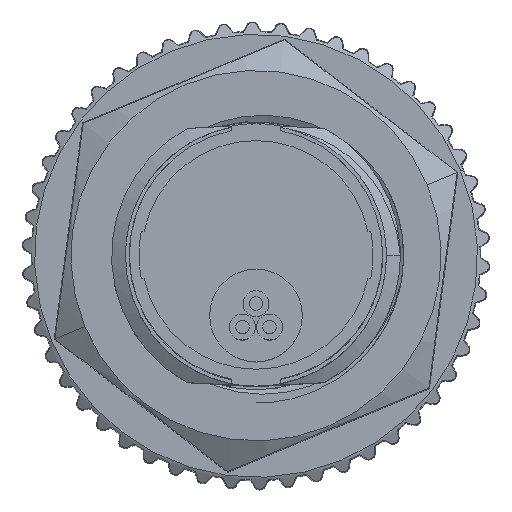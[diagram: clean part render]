
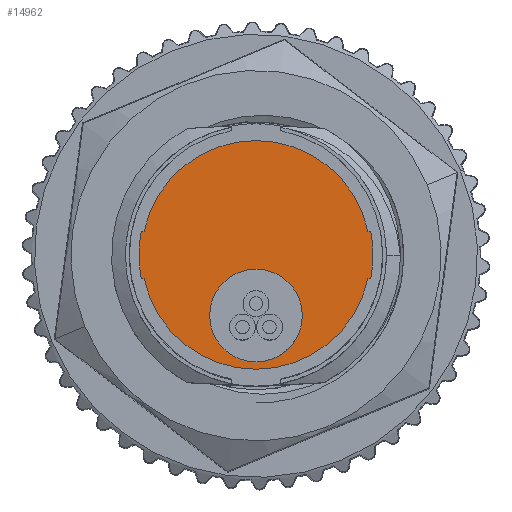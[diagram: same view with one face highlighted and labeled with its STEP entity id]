
A CAD part, top view. The second image highlights one B-rep face of the part: STEP entity #14962.
In plain terms, the highlighted planar face has unit normal (0, 0, 1).
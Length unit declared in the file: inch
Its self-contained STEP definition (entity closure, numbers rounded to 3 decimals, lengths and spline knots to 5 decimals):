
#109 = VECTOR ( 'NONE', #7046, 39.37008 ) ;
#442 = CIRCLE ( 'NONE', #13342, 0.1852 ) ;
#880 = CARTESIAN_POINT ( 'NONE',  ( 0., 0., 1.16268 ) ) ;
#1148 = DIRECTION ( 'NONE',  ( 1., 0., 0. ) ) ;
#1160 = VECTOR ( 'NONE', #20159, 39.37008 ) ;
#1339 = ORIENTED_EDGE ( 'NONE', *, *, #6946, .T. ) ;
#1409 = EDGE_CURVE ( 'NONE', #3857, #11233, #19018, .T. ) ;
#2163 = CARTESIAN_POINT ( 'NONE',  ( 0., 0., 1.16268 ) ) ;
#3008 = VECTOR ( 'NONE', #14041, 39.37008 ) ;
#3069 = VERTEX_POINT ( 'NONE', #16959 ) ;
#3820 = EDGE_CURVE ( 'NONE', #21235, #8151, #21591, .T. ) ;
#3857 = VERTEX_POINT ( 'NONE', #19774 ) ;
#3962 = CARTESIAN_POINT ( 'NONE',  ( -0.18599, 0.03823, 1.16268 ) ) ;
#4340 = CARTESIAN_POINT ( 'NONE',  ( -0.18599, -0.03823, 1.16268 ) ) ;
#4409 = EDGE_CURVE ( 'NONE', #22177, #3857, #4903, .T. ) ;
#4903 = CIRCLE ( 'NONE', #11558, 0.1852 ) ;
#5517 = CARTESIAN_POINT ( 'NONE',  ( 0., 0., 1.16268 ) ) ;
#6746 = FACE_OUTER_BOUND ( 'NONE', #23552, .T. ) ;
#6946 = EDGE_CURVE ( 'NONE', #19450, #22177, #25166, .T. ) ;
#7046 = DIRECTION ( 'NONE',  ( 1., 0., 0. ) ) ;
#7180 = CARTESIAN_POINT ( 'NONE',  ( -0.18599, -0.03823, 1.16268 ) ) ;
#7928 = AXIS2_PLACEMENT_3D ( 'NONE', #880, #10397, #18359 ) ;
#8035 = CARTESIAN_POINT ( 'NONE',  ( -0.18599, 0.03823, 1.16268 ) ) ;
#8151 = VERTEX_POINT ( 'NONE', #3962 ) ;
#9166 = CIRCLE ( 'NONE', #17106, 0.18988 ) ;
#9294 = EDGE_CURVE ( 'NONE', #11233, #3069, #9166, .T. ) ;
#9316 = DIRECTION ( 'NONE',  ( 1., 0., 0. ) ) ;
#9566 = VECTOR ( 'NONE', #1148, 39.37008 ) ;
#9693 = ORIENTED_EDGE ( 'NONE', *, *, #4409, .T. ) ;
#10240 = DIRECTION ( 'NONE',  ( 0., 0., 1. ) ) ;
#10379 = LINE ( 'NONE', #8035, #3008 ) ;
#10397 = DIRECTION ( 'NONE',  ( 0., 0., 1. ) ) ;
#10543 = VERTEX_POINT ( 'NONE', #23563 ) ;
#10666 = ORIENTED_EDGE ( 'NONE', *, *, #13876, .T. ) ;
#10780 = PLANE ( 'NONE',  #7928 ) ;
#11020 = DIRECTION ( 'NONE',  ( 0., 0., 1. ) ) ;
#11233 = VERTEX_POINT ( 'NONE', #11234 ) ;
#11234 = CARTESIAN_POINT ( 'NONE',  ( 0.18599, -0.03823, 1.16268 ) ) ;
#11558 = AXIS2_PLACEMENT_3D ( 'NONE', #21180, #11020, #9316 ) ;
#12495 = CIRCLE ( 'NONE', #24577, 0.18988 ) ;
#12617 = ORIENTED_EDGE ( 'NONE', *, *, #21663, .T. ) ;
#13107 = ORIENTED_EDGE ( 'NONE', *, *, #15312, .T. ) ;
#13342 = AXIS2_PLACEMENT_3D ( 'NONE', #2163, #10240, #19769 ) ;
#13771 = CARTESIAN_POINT ( 'NONE',  ( -0.18599, 0.03823, 1.16268 ) ) ;
#13876 = EDGE_CURVE ( 'NONE', #8151, #19450, #12495, .T. ) ;
#14041 = DIRECTION ( 'NONE',  ( -1., 0., 0. ) ) ;
#14950 = DIRECTION ( 'NONE',  ( 0., 0., 1. ) ) ;
#14962 = ADVANCED_FACE ( 'NONE', ( #6746 ), #10780, .T. ) ;
#15312 = EDGE_CURVE ( 'NONE', #10543, #21235, #442, .T. ) ;
#16959 = CARTESIAN_POINT ( 'NONE',  ( 0.18599, 0.03823, 1.16268 ) ) ;
#17106 = AXIS2_PLACEMENT_3D ( 'NONE', #22515, #14950, #20684 ) ;
#17651 = DIRECTION ( 'NONE',  ( 0., 0., 1. ) ) ;
#18359 = DIRECTION ( 'NONE',  ( 1., 0., 0. ) ) ;
#18365 = ORIENTED_EDGE ( 'NONE', *, *, #3820, .T. ) ;
#19018 = LINE ( 'NONE', #24749, #9566 ) ;
#19450 = VERTEX_POINT ( 'NONE', #4340 ) ;
#19465 = CARTESIAN_POINT ( 'NONE',  ( -0.18121, -0.03823, 1.16268 ) ) ;
#19769 = DIRECTION ( 'NONE',  ( 1., 0., 0. ) ) ;
#19774 = CARTESIAN_POINT ( 'NONE',  ( 0.18121, -0.03823, 1.16268 ) ) ;
#20159 = DIRECTION ( 'NONE',  ( -1., 0., 0. ) ) ;
#20684 = DIRECTION ( 'NONE',  ( 1., 0., 0. ) ) ;
#21180 = CARTESIAN_POINT ( 'NONE',  ( 0., 0., 1.16268 ) ) ;
#21235 = VERTEX_POINT ( 'NONE', #22761 ) ;
#21591 = LINE ( 'NONE', #13771, #1160 ) ;
#21663 = EDGE_CURVE ( 'NONE', #3069, #10543, #10379, .T. ) ;
#22177 = VERTEX_POINT ( 'NONE', #19465 ) ;
#22515 = CARTESIAN_POINT ( 'NONE',  ( 0., 0., 1.16268 ) ) ;
#22761 = CARTESIAN_POINT ( 'NONE',  ( -0.18121, 0.03823, 1.16268 ) ) ;
#22920 = ORIENTED_EDGE ( 'NONE', *, *, #1409, .T. ) ;
#23552 = EDGE_LOOP ( 'NONE', ( #13107, #18365, #10666, #1339, #9693, #22920, #24615, #12617 ) ) ;
#23563 = CARTESIAN_POINT ( 'NONE',  ( 0.18121, 0.03823, 1.16268 ) ) ;
#24126 = DIRECTION ( 'NONE',  ( 1., 0., 0. ) ) ;
#24577 = AXIS2_PLACEMENT_3D ( 'NONE', #5517, #17651, #24126 ) ;
#24615 = ORIENTED_EDGE ( 'NONE', *, *, #9294, .T. ) ;
#24749 = CARTESIAN_POINT ( 'NONE',  ( -0.18599, -0.03823, 1.16268 ) ) ;
#25166 = LINE ( 'NONE', #7180, #109 ) ;
